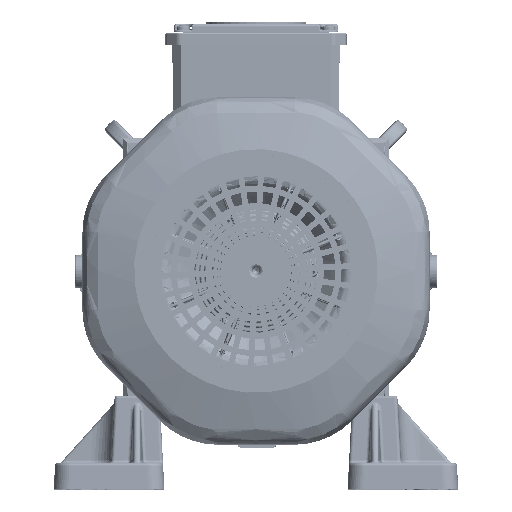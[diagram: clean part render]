
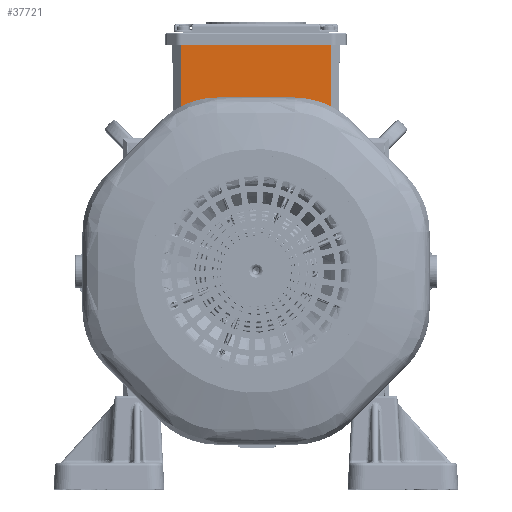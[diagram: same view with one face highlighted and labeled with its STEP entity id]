
A CAD part, top view. The second image highlights one B-rep face of the part: STEP entity #37721.
In plain terms, the highlighted planar face has unit normal (0, -0.018, 1).
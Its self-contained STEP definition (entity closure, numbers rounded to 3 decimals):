
#14681=FACE_OUTER_BOUND('',#46960,.T.);
#21217=LINE('',#176440,#28554);
#21231=LINE('',#176468,#28568);
#21233=LINE('',#176472,#28570);
#21234=LINE('',#176474,#28571);
#28554=VECTOR('',#144651,1.);
#28568=VECTOR('',#144675,1.);
#28570=VECTOR('',#144679,1.);
#28571=VECTOR('',#144680,1.);
#37721=ADVANCED_FACE('',(#14681),#44474,.T.);
#44474=PLANE('',#132369);
#46960=EDGE_LOOP('',(#54445,#54446,#54447,#54448));
#54445=ORIENTED_EDGE('',*,*,#104205,.T.);
#54446=ORIENTED_EDGE('',*,*,#104221,.F.);
#54447=ORIENTED_EDGE('',*,*,#104222,.F.);
#54448=ORIENTED_EDGE('',*,*,#104219,.T.);
#88774=VERTEX_POINT('',#176439);
#88775=VERTEX_POINT('',#176441);
#88784=VERTEX_POINT('',#176469);
#88785=VERTEX_POINT('',#176473);
#104205=EDGE_CURVE('',#88775,#88774,#21217,.T.);
#104219=EDGE_CURVE('',#88784,#88775,#21231,.T.);
#104221=EDGE_CURVE('',#88785,#88774,#21233,.T.);
#104222=EDGE_CURVE('',#88784,#88785,#21234,.T.);
#132369=AXIS2_PLACEMENT_3D('',#176475,#144681,#144682);
#144651=DIRECTION('',(-1.,0.,0.));
#144675=DIRECTION('',(0.007,1.,0.017));
#144679=DIRECTION('',(-0.007,1.,0.017));
#144680=DIRECTION('',(-1.,0.,0.));
#144681=DIRECTION('',(0.,-0.017,1.));
#144682=DIRECTION('',(0.,1.,0.017));
#176439=CARTESIAN_POINT('',(-45.457,137.,98.689));
#176440=CARTESIAN_POINT('',(45.172,137.,98.689));
#176441=CARTESIAN_POINT('',(45.457,137.,98.689));
#176468=CARTESIAN_POINT('',(45.172,97.5,98.));
#176469=CARTESIAN_POINT('',(45.172,97.5,98.));
#176472=CARTESIAN_POINT('',(-45.172,97.5,98.));
#176473=CARTESIAN_POINT('',(-45.172,97.5,98.));
#176474=CARTESIAN_POINT('',(45.172,97.5,98.));
#176475=CARTESIAN_POINT('',(45.172,97.5,98.));
